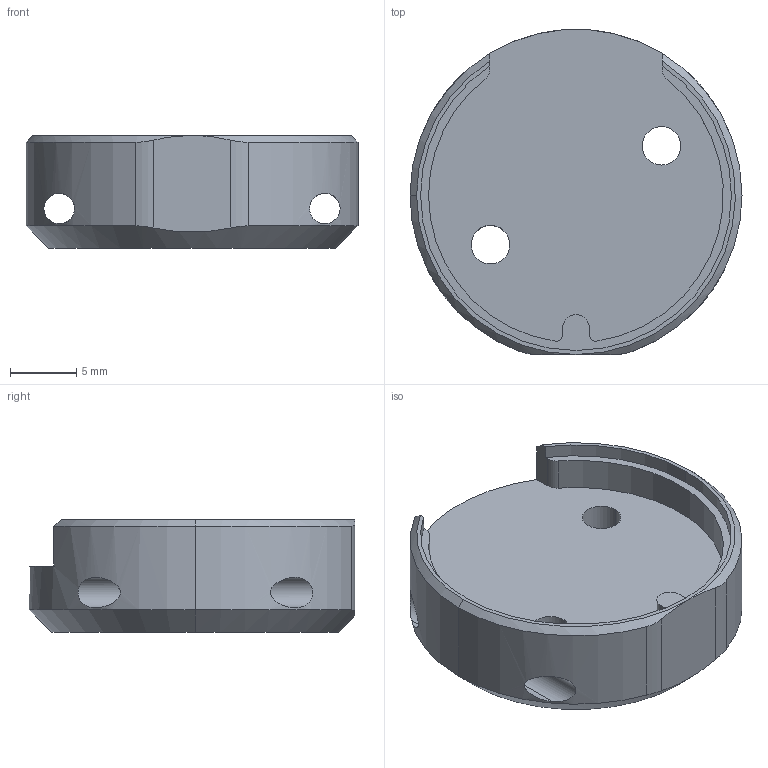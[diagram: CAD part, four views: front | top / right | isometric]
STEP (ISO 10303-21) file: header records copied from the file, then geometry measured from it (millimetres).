
FILE_DESCRIPTION (( 'STEP AP203' ), '1' );
FILE_NAME ('Magnetic encoder cover.STEP', '2018-06-11T02:31:47', ( '' ), ( '' ), 'SwSTEP 2.0', 'SolidWorks 2016', '' );
FILE_SCHEMA (( 'CONFIG_CONTROL_DESIGN' ));
Length unit declared in the file: millimetre
Products named in the file (1): Magnetic encoder cover
Bounding box: 25 x 24.5 x 8.5 mm (x, y, z)
Volume: 2403.1 mm3; surface area: 1962.7 mm2
Topology: 1 solids, 1 shells, 38 faces, 104 edges, 68 vertices
Faces by surface type: cylinder 24, plane 9, cone 5
Entity records: 1489 total; most frequent: CARTESIAN_POINT 422, ORIENTED_EDGE 208, DIRECTION 208, EDGE_CURVE 104, AXIS2_PLACEMENT_3D 82, VERTEX_POINT 68, EDGE_LOOP 46, VECTOR 44
